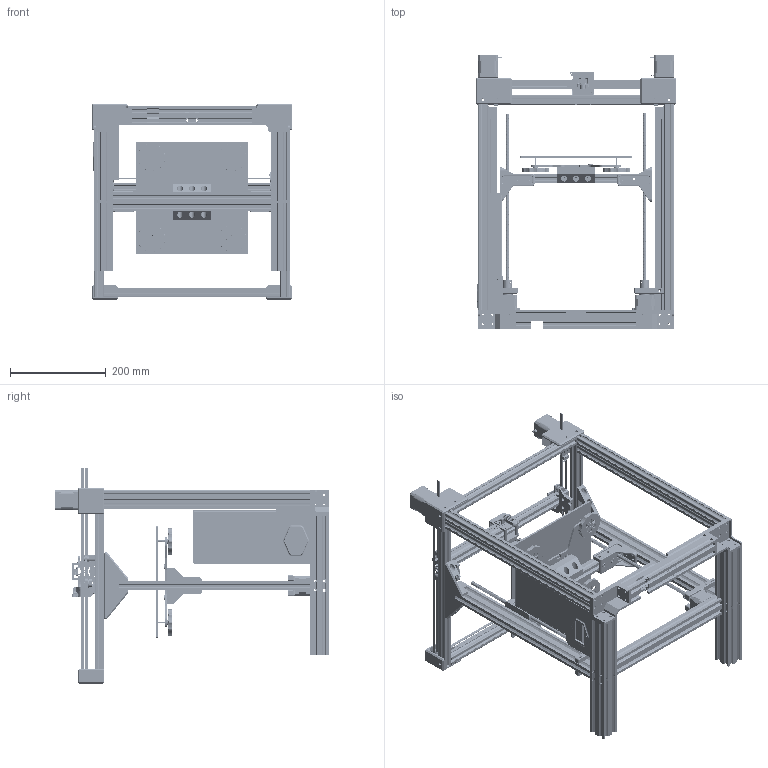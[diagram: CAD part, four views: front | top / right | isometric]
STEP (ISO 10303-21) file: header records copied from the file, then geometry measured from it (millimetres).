
FILE_DESCRIPTION(/* description */ (''),/* implementation_level */ '2;1');
FILE_NAME(/* name */ 'Ender_Core_XY_Barzar.step',/* time_stamp */ '2023-01-27T20:39:22+01:00',/* author */ (''),/* organization */ (''),/* preprocessor_version */ 'ST-DEVELOPER v19.2',/* originating_system */ 'Autodesk Translation Framework v11.17.0.187',/* authorisation */ '');
FILE_SCHEMA (('AUTOMOTIVE_DESIGN { 1 0 10303 214 3 1 1 }'));
Products named in the file (67): Ender_Core_XY_tidied; 4040 _Bottom_Middle; 4040_Bottom; 2040_Side_Middle; 4020_Back_Side; 2020_Top_Side; 2020 _Upper_Middle; 2020 _Bed_Support; 2040_Bottom_Middle; 2020_Gantry; Z_Axis (1); Z_Axis; ??-Z_2^zMot; ???????????_?????????_??^zMot; ?????^zMot; ???????_????^zMot; Nema17; X_Endstop; Y_Endstop; ????????^endstop; Screw GB_T 2672 M2 x 6^endstop; GT2_20tooth; Creality MK8 v1; MK8 HB v1.1; MK8 HBr v1.1; MK8 NOZZLE 04; MK8 HS v1.2; Heated_Bed; ?????????_?????^plat; ???????????^plat; ????????????_????????^plat; ?????^plat; AS 1427 - M3,5 x 30(5)^plat; ????????????_??????^plat; PSU; ?????_??^allim; ??^allim; ??????_??^allim; Frame_Support_Bottom_Left; Frame_Support_Bottom_Right ...
Assembly tree (113 placements, depth 3):
  Ender_Core_XY_tidied
    4040_Bottom  x2
    4040 _Bottom_Middle
    2040_Side_Middle  x2
    4020_Back_Side  x2
    2020_Top_Side  x2
    2020 _Upper_Middle  x2
    2020 _Bed_Support
    2040_Bottom_Middle
    2020_Gantry
    Z_Axis (1)
      ??-Z_2^zMot
      ???????????_?????????_??^zMot
      ?????^zMot
      ???????_????^zMot
    Z_Axis
      ??-Z_2^zMot
      ???????????_?????????_??^zMot
      ?????^zMot
      ???????_????^zMot
    Nema17  x2
    X_Endstop
      ????????^endstop
      Screw GB_T 2672 M2 x 6^endstop  x2
    Y_Endstop
      ????????^endstop
      Screw GB_T 2672 M2 x 6^endstop  x2
    GT2_20tooth  x2
    Creality MK8 v1
      MK8 HB v1.1
      MK8 HBr v1.1
      MK8 NOZZLE 04
      MK8 HS v1.2
    Heated_Bed
      ?????????_?????^plat
      ?????^plat  x2
      ???????????^plat
      AS 1427 - M3,5 x 30(5)^plat  x4
      ????????????_????????^plat
      ????????????_??????^plat  x4
    PSU
      ?????_??^allim
      ??^allim
      ??????_??^allim
    Frame_Support_Bottom_Left
    Frame_Support_Bottom_Right
    Frame_Upper_Support  x2
    Frame_XY_Motor_Mount_Right
    Frame_XY_Motor_Mount_Left
    Frame_Belt_Guide_Front_Left
    Frame_Belt_Guide_Front_Right
    Z_Stepper_Mount  x2
    Bed_Support
    Bed_Holder_With_Aluminium_Plate
    Bed_Holder_With_Aluminium_Plate (1)
    XY_Carriage-open
    XY_Carriage-closed
    Standoffs
    XY-Carriage-Left_Side
    XY_Carriage_Right_Side
Bounding box: 420 x 573.5 x 450.64 mm (x, y, z)
Volume: 3012572.2 mm3; surface area: 2370980 mm2
Topology: 140 solids, 140 shells, 6793 faces, 19063 edges, 12525 vertices
Faces by surface type: plane 3283, cylinder 2622, cone 323, torus 319, bspline 198, sphere 48
Full cylindrical faces by diameter (mm): 0.4 x1, 0.559 x8, 1.2 x4, 1.5 x5, 1.615 x8, 1.74 x4, 1.75 x4, 2 x6, 2.459 x32, 2.5 x88, 3 x22, 3.132 x4, 3.2 x8, 3.242 x17, 3.3 x6, 3.5 x30, 3.8 x1, 4 x37, 4.05 x4, 4.2 x65, 4.3 x1, 4.4 x3, 4.5 x12, 4.8 x1, 4.85 x4, 5 x56, 5.1 x10, 5.2 x16, 5.5 x62, 5.8 x2
Entity records: 292860 total; most frequent: CARTESIAN_POINT 178582, ORIENTED_EDGE 24010, DIRECTION 22350, EDGE_CURVE 12005, VERTEX_POINT 7852, AXIS2_PLACEMENT_3D 7652, LINE 7046, VECTOR 7046
